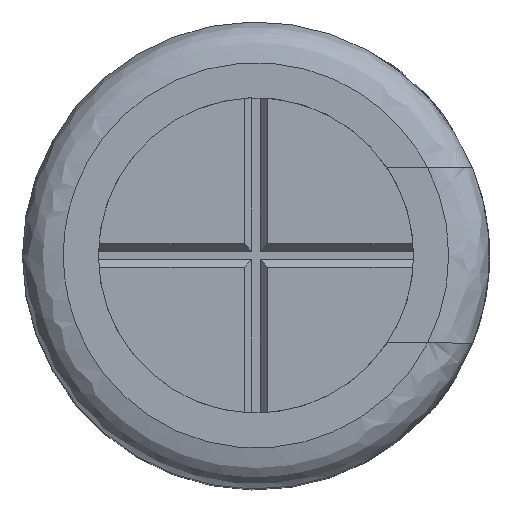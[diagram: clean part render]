
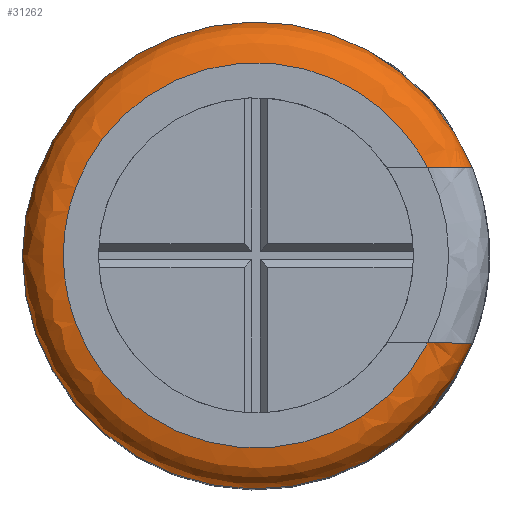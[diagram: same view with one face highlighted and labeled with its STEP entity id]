
A CAD part, top view. The second image highlights one B-rep face of the part: STEP entity #31262.
In plain terms, the highlighted free-form (B-spline) face has degree [3, 3] with [4, 7] control points.
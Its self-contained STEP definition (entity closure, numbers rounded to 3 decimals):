
#504 = CARTESIAN_POINT ( 'NONE',  ( 2.939, -1.5, 11.5 ) ) ;
#722 = CIRCLE ( 'NONE', #6382, 4. ) ;
#832 = CARTESIAN_POINT ( 'NONE',  ( -3.3, 0., 11.5 ) ) ;
#977 = DIRECTION ( 'NONE',  ( 0., 0., -1. ) ) ;
#1100 = CARTESIAN_POINT ( 'NONE',  ( -4., 0., 11.21 ) ) ;
#1201 = CARTESIAN_POINT ( 'NONE',  ( 3.324, 1.5, 11.436 ) ) ;
#1421 = CARTESIAN_POINT ( 'NONE',  ( 1.441, 5.657, 11.5 ) ) ;
#2047 = CARTESIAN_POINT ( 'NONE',  ( 3.686, -1.5, 10.993 ) ) ;
#3056 = CARTESIAN_POINT ( 'NONE',  ( -3.3, -4.373, 11.5 ) ) ;
#3232 = CARTESIAN_POINT ( 'NONE',  ( 3.036, -1.5, 11.5 ) ) ;
#3536 = CARTESIAN_POINT ( 'NONE',  ( 1.62, 6.36, 11.5 ) ) ;
#3564 = B_SPLINE_CURVE_WITH_KNOTS ( 'NONE', 3,
 ( #4688, #31535, #2047, #7004, #12683, #15813, #20559, #18244, #3232, #20364 ),
 .UNSPECIFIED., .F., .F.,
 ( 4, 2, 2, 2, 4 ),
 ( 0., 0., 0.001, 0.001, 0.001 ),
 .UNSPECIFIED. ) ;
#3754 = CARTESIAN_POINT ( 'NONE',  ( -3.3, -4.815, 11.5 ) ) ;
#4087 = ORIENTED_EDGE ( 'NONE', *, *, #28230, .T. ) ;
#4688 = CARTESIAN_POINT ( 'NONE',  ( 3.708, -1.5, 10.8 ) ) ;
#4795 = VERTEX_POINT ( 'NONE', #16560 ) ;
#5559 = CIRCLE ( 'NONE', #8280, 4. ) ;
#5594 = ORIENTED_EDGE ( 'NONE', *, *, #7506, .T. ) ;
#5838 = B_SPLINE_CURVE_WITH_KNOTS ( 'NONE', 3,
 ( #30506, #6030, #1201, #13288, #25804, #15756, #13604, #13501 ),
 .UNSPECIFIED., .F., .F.,
 ( 4, 2, 2, 4 ),
 ( 0., 0.001, 0.001, 0.001 ),
 .UNSPECIFIED. ) ;
#6030 = CARTESIAN_POINT ( 'NONE',  ( 3.134, 1.5, 11.5 ) ) ;
#6031 = CARTESIAN_POINT ( 'NONE',  ( -4., -5.837, 11.21 ) ) ;
#6133 = CARTESIAN_POINT ( 'NONE',  ( 3.708, -1.5, 10.8 ) ) ;
#6362 = CARTESIAN_POINT ( 'NONE',  ( 3.098, -1.136, 11.5 ) ) ;
#6382 = AXIS2_PLACEMENT_3D ( 'NONE', #13155, #977, #22287 ) ;
#7004 = CARTESIAN_POINT ( 'NONE',  ( 3.604, -1.5, 11.167 ) ) ;
#7506 = EDGE_CURVE ( 'NONE', #17734, #19511, #3564, .T. ) ;
#8280 = AXIS2_PLACEMENT_3D ( 'NONE', #24426, #28869, #16822 ) ;
#8633 = CARTESIAN_POINT ( 'NONE',  ( 3.098, 1.136, 11.5 ) ) ;
#8838 = CARTESIAN_POINT ( 'NONE',  ( 3.483, 1.277, 11.5 ) ) ;
#10678 = ORIENTED_EDGE ( 'NONE', *, *, #29727, .T. ) ;
#11190 = EDGE_CURVE ( 'NONE', #11300, #31282, #722, .T. ) ;
#11300 = VERTEX_POINT ( 'NONE', #23256 ) ;
#11352 = CARTESIAN_POINT ( 'NONE',  ( -4., -5.837, 10.8 ) ) ;
#12683 = CARTESIAN_POINT ( 'NONE',  ( 3.544, -1.5, 11.245 ) ) ;
#13155 = CARTESIAN_POINT ( 'NONE',  ( 0., 0., 10.8 ) ) ;
#13288 = CARTESIAN_POINT ( 'NONE',  ( 3.544, 1.5, 11.245 ) ) ;
#13404 = CARTESIAN_POINT ( 'NONE',  ( 1.747, -6.857, 11.21 ) ) ;
#13501 = CARTESIAN_POINT ( 'NONE',  ( 3.708, 1.5, 10.8 ) ) ;
#13604 = CARTESIAN_POINT ( 'NONE',  ( 3.708, 1.5, 10.897 ) ) ;
#13605 = CARTESIAN_POINT ( 'NONE',  ( 1.747, 6.857, 11.21 ) ) ;
#13824 = CARTESIAN_POINT ( 'NONE',  ( 3.708, 1.5, 10.8 ) ) ;
#14291 = EDGE_CURVE ( 'NONE', #17734, #11300, #5559, .T. ) ;
#15632 = FACE_OUTER_BOUND ( 'NONE', #28799, .T. ) ;
#15756 = CARTESIAN_POINT ( 'NONE',  ( 3.686, 1.5, 10.993 ) ) ;
#15780 =( BOUNDED_CURVE ( )  B_SPLINE_CURVE ( 3, ( #504, #20450, #3056, #832, #25343, #22471, #27575 ),
 .UNSPECIFIED., .F., .T. ) 
 B_SPLINE_CURVE_WITH_KNOTS ( ( 4, 3, 4 ),
 ( 0., 0.5, 1. ),
 .UNSPECIFIED. ) 
 CURVE ( )  GEOMETRIC_REPRESENTATION_ITEM ( )  RATIONAL_B_SPLINE_CURVE ( ( 1., 0.489, 0.489, 1., 0.489, 0.489, 1. ) ) 
 REPRESENTATION_ITEM ( '' )  );
#15813 = CARTESIAN_POINT ( 'NONE',  ( 3.399, -1.5, 11.371 ) ) ;
#15869 = CARTESIAN_POINT ( 'NONE',  ( -3.3, 0., 11.5 ) ) ;
#16099 = CARTESIAN_POINT ( 'NONE',  ( 3.483, -1.277, 11.5 ) ) ;
#16560 = CARTESIAN_POINT ( 'NONE',  ( 2.939, 1.5, 11.5 ) ) ;
#16822 = DIRECTION ( 'NONE',  ( -1., 0., 0. ) ) ;
#17734 = VERTEX_POINT ( 'NONE', #6133 ) ;
#18244 = CARTESIAN_POINT ( 'NONE',  ( 3.132, -1.5, 11.484 ) ) ;
#18452 = CARTESIAN_POINT ( 'NONE',  ( -4., 0., 10.8 ) ) ;
#19511 = VERTEX_POINT ( 'NONE', #30693 ) ;
#20364 = CARTESIAN_POINT ( 'NONE',  ( 2.939, -1.5, 11.5 ) ) ;
#20450 = CARTESIAN_POINT ( 'NONE',  ( 0.952, -5.395, 11.5 ) ) ;
#20559 = CARTESIAN_POINT ( 'NONE',  ( 3.314, -1.5, 11.42 ) ) ;
#20812 = CARTESIAN_POINT ( 'NONE',  ( -3.71, 0., 11.5 ) ) ;
#21136 = CARTESIAN_POINT ( 'NONE',  ( -3.3, 4.815, 11.5 ) ) ;
#21666 =( BOUNDED_SURFACE ( )  B_SPLINE_SURFACE ( 3, 3, ( 
 ( #8633, #1421, #21136, #15869, #3754, #25602, #6362 ),
 ( #8838, #3536, #30508, #20812, #25919, #30911, #16099 ),
 ( #26015, #13605, #25701, #1100, #6031, #13404, #23392 ),
 ( #25805, #28437, #23281, #18452, #11352, #28341, #30619 ) ),
 .UNSPECIFIED., .F., .F., .F. ) 
 B_SPLINE_SURFACE_WITH_KNOTS ( ( 4, 4 ),
 ( 4, 3, 4 ),
 ( 0., 1. ),
 ( 0., 0.5, 1. ),
 .UNSPECIFIED. ) 
 GEOMETRIC_REPRESENTATION_ITEM ( )  RATIONAL_B_SPLINE_SURFACE ( (
 ( 1., 0.45, 0.45, 1., 0.45, 0.45, 1.),
 ( 0.805, 0.362, 0.362, 0.805, 0.362, 0.362, 0.805),
 ( 0.805, 0.362, 0.362, 0.805, 0.362, 0.362, 0.805),
 ( 1., 0.45, 0.45, 1., 0.45, 0.45, 1.) ) ) 
 REPRESENTATION_ITEM ( '' )  SURFACE ( )  );
#22287 = DIRECTION ( 'NONE',  ( -1., 0., 0. ) ) ;
#22471 = CARTESIAN_POINT ( 'NONE',  ( 0.952, 5.395, 11.5 ) ) ;
#23256 = CARTESIAN_POINT ( 'NONE',  ( -4., 0., 10.8 ) ) ;
#23281 = CARTESIAN_POINT ( 'NONE',  ( -4., 5.837, 10.8 ) ) ;
#23392 = CARTESIAN_POINT ( 'NONE',  ( 3.756, -1.377, 11.21 ) ) ;
#24426 = CARTESIAN_POINT ( 'NONE',  ( 0., 0., 10.8 ) ) ;
#25343 = CARTESIAN_POINT ( 'NONE',  ( -3.3, 4.373, 11.5 ) ) ;
#25602 = CARTESIAN_POINT ( 'NONE',  ( 1.441, -5.657, 11.5 ) ) ;
#25701 = CARTESIAN_POINT ( 'NONE',  ( -4., 5.837, 11.21 ) ) ;
#25804 = CARTESIAN_POINT ( 'NONE',  ( 3.604, 1.5, 11.168 ) ) ;
#25805 = CARTESIAN_POINT ( 'NONE',  ( 3.756, 1.377, 10.8 ) ) ;
#25919 = CARTESIAN_POINT ( 'NONE',  ( -3.71, -5.414, 11.5 ) ) ;
#26015 = CARTESIAN_POINT ( 'NONE',  ( 3.756, 1.377, 11.21 ) ) ;
#26685 = ORIENTED_EDGE ( 'NONE', *, *, #14291, .F. ) ;
#27575 = CARTESIAN_POINT ( 'NONE',  ( 2.939, 1.5, 11.5 ) ) ;
#28230 = EDGE_CURVE ( 'NONE', #4795, #31282, #5838, .T. ) ;
#28341 = CARTESIAN_POINT ( 'NONE',  ( 1.747, -6.857, 10.8 ) ) ;
#28437 = CARTESIAN_POINT ( 'NONE',  ( 1.747, 6.857, 10.8 ) ) ;
#28799 = EDGE_LOOP ( 'NONE', ( #4087, #30318, #26685, #5594, #10678 ) ) ;
#28869 = DIRECTION ( 'NONE',  ( 0., 0., -1. ) ) ;
#29727 = EDGE_CURVE ( 'NONE', #19511, #4795, #15780, .T. ) ;
#30318 = ORIENTED_EDGE ( 'NONE', *, *, #11190, .F. ) ;
#30506 = CARTESIAN_POINT ( 'NONE',  ( 2.939, 1.5, 11.5 ) ) ;
#30508 = CARTESIAN_POINT ( 'NONE',  ( -3.71, 5.414, 11.5 ) ) ;
#30619 = CARTESIAN_POINT ( 'NONE',  ( 3.756, -1.377, 10.8 ) ) ;
#30693 = CARTESIAN_POINT ( 'NONE',  ( 2.939, -1.5, 11.5 ) ) ;
#30911 = CARTESIAN_POINT ( 'NONE',  ( 1.62, -6.36, 11.5 ) ) ;
#31262 = ADVANCED_FACE ( 'NONE', ( #15632 ), #21666, .T. ) ;
#31282 = VERTEX_POINT ( 'NONE', #13824 ) ;
#31535 = CARTESIAN_POINT ( 'NONE',  ( 3.708, -1.5, 10.897 ) ) ;
